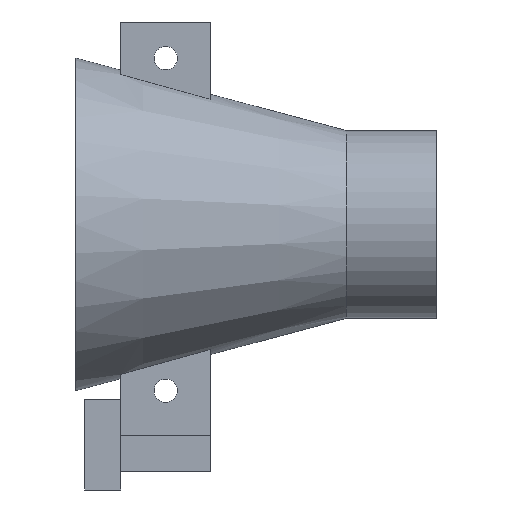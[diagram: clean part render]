
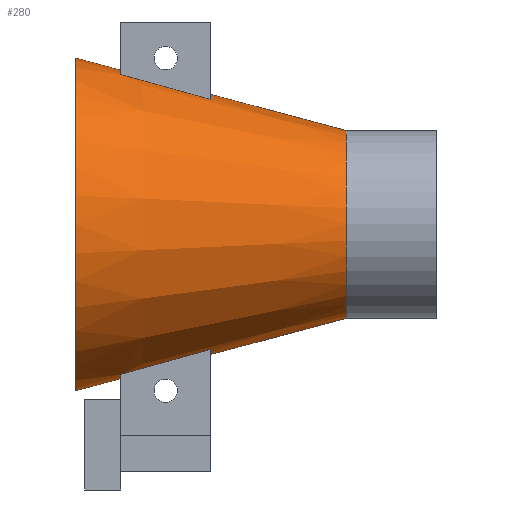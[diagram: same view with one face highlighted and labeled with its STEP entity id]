
A CAD part, left-side view. The second image highlights one B-rep face of the part: STEP entity #280.
In plain terms, the highlighted conical face has half-angle 15 degrees and reference radius 13.208 mm.
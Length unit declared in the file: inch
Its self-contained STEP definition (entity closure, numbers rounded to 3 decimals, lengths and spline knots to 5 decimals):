
#10 = LINE ( 'NONE', #699, #1412 ) ;
#52 = DIRECTION ( 'NONE',  ( 0., 0., -1. ) ) ;
#78 = ORIENTED_EDGE ( 'NONE', *, *, #952, .T. ) ;
#143 = CARTESIAN_POINT ( 'NONE',  ( -0.2, 0.75, 0.83121 ) ) ;
#159 = CARTESIAN_POINT ( 'NONE',  ( -0.2, 0.75, -0.83121 ) ) ;
#169 = AXIS2_PLACEMENT_3D ( 'NONE', #624, #898, #611 ) ;
#214 = VERTEX_POINT ( 'NONE', #950 ) ;
#268 = CARTESIAN_POINT ( 'NONE',  ( 0., -2.44067, 0. ) ) ;
#280 = ADVANCED_FACE ( 'NONE', ( #395 ), #610, .T. ) ;
#284 = CARTESIAN_POINT ( 'NONE',  ( 0., -0.5, 0.52 ) ) ;
#321 = CARTESIAN_POINT ( 'NONE',  ( 0., 0.75, 0. ) ) ;
#333 = VECTOR ( 'NONE', #1390, 39.37008 ) ;
#344 = AXIS2_PLACEMENT_3D ( 'NONE', #577, #1571, #52 ) ;
#370 = EDGE_CURVE ( 'NONE', #1046, #526, #1409, .T. ) ;
#376 = VERTEX_POINT ( 'NONE', #836 ) ;
#395 = FACE_OUTER_BOUND ( 'NONE', #821, .T. ) ;
#405 = EDGE_CURVE ( 'NONE', #954, #214, #10, .T. ) ;
#406 = CARTESIAN_POINT ( 'NONE',  ( -0.2, 0.25, -0.69267 ) ) ;
#412 = DIRECTION ( 'NONE',  ( 0., -1., 0. ) ) ;
#417 = EDGE_CURVE ( 'NONE', #901, #1204, #932, .T. ) ;
#423 = CARTESIAN_POINT ( 'NONE',  ( -0.2, 0.75, -0.83121 ) ) ;
#427 = ORIENTED_EDGE ( 'NONE', *, *, #710, .T. ) ;
#455 = EDGE_CURVE ( 'NONE', #1046, #901, #994, .T. ) ;
#484 = ORIENTED_EDGE ( 'NONE', *, *, #1258, .T. ) ;
#490 = LINE ( 'NONE', #1772, #772 ) ;
#495 = VERTEX_POINT ( 'NONE', #1006 ) ;
#509 = DIRECTION ( 'NONE',  ( 0., 0.966, 0.259 ) ) ;
#526 = VERTEX_POINT ( 'NONE', #1016 ) ;
#536 = VERTEX_POINT ( 'NONE', #1144 ) ;
#543 = CARTESIAN_POINT ( 'NONE',  ( -0.2, 0.41659, -0.73913 ) ) ;
#562 = DIRECTION ( 'NONE',  ( 0., 1., 0. ) ) ;
#563 = CARTESIAN_POINT ( 'NONE',  ( -0.2, 0.25, 0.69267 ) ) ;
#567 = CARTESIAN_POINT ( 'NONE',  ( 0., -2.44067, 0. ) ) ;
#577 = CARTESIAN_POINT ( 'NONE',  ( 0., 1., 0. ) ) ;
#592 = CARTESIAN_POINT ( 'NONE',  ( 0., -0.5, 0. ) ) ;
#596 = AXIS2_PLACEMENT_3D ( 'NONE', #321, #1092, #804 ) ;
#610 = CONICAL_SURFACE ( 'NONE', #926, 0.52, 0.262 ) ;
#611 = DIRECTION ( 'NONE',  ( 0., 0., 1. ) ) ;
#624 = CARTESIAN_POINT ( 'NONE',  ( 0., 0.25, 0. ) ) ;
#628 = ORIENTED_EDGE ( 'NONE', *, *, #1300, .F. ) ;
#665 = CIRCLE ( 'NONE', #169, 0.72096 ) ;
#687 = CARTESIAN_POINT ( 'NONE',  ( 0., 1., -0.92192 ) ) ;
#693 = B_SPLINE_CURVE_WITH_KNOTS ( 'NONE', 3,
 ( #143, #1547, #844, #1557 ),
 .UNSPECIFIED., .F., .F.,
 ( 4, 4 ),
 ( 0.02775, 0.04093 ),
 .UNSPECIFIED. ) ;
#699 = CARTESIAN_POINT ( 'NONE',  ( 0., -2.44067, 0. ) ) ;
#709 = LINE ( 'NONE', #567, #333 ) ;
#710 = EDGE_CURVE ( 'NONE', #958, #376, #947, .T. ) ;
#724 = EDGE_CURVE ( 'NONE', #376, #536, #490, .T. ) ;
#771 = ORIENTED_EDGE ( 'NONE', *, *, #724, .T. ) ;
#772 = VECTOR ( 'NONE', #509, 39.37008 ) ;
#804 = DIRECTION ( 'NONE',  ( 0., 0., -1. ) ) ;
#805 = DIRECTION ( 'NONE',  ( 0., 0., 1. ) ) ;
#821 = EDGE_LOOP ( 'NONE', ( #484, #1097, #1169, #1687, #1250, #1256, #628, #78, #1647, #1343, #427, #771 ) ) ;
#836 = CARTESIAN_POINT ( 'NONE',  ( 0., 0.75, 0.85494 ) ) ;
#844 = CARTESIAN_POINT ( 'NONE',  ( -0.2, 0.41659, 0.73913 ) ) ;
#846 = AXIS2_PLACEMENT_3D ( 'NONE', #972, #562, #1423 ) ;
#898 = DIRECTION ( 'NONE',  ( 0., -1., 0. ) ) ;
#901 = VERTEX_POINT ( 'NONE', #1399 ) ;
#903 = CIRCLE ( 'NONE', #1415, 0.85494 ) ;
#926 = AXIS2_PLACEMENT_3D ( 'NONE', #1476, #927, #805 ) ;
#927 = DIRECTION ( 'NONE',  ( 0., 1., 0. ) ) ;
#931 = VERTEX_POINT ( 'NONE', #284 ) ;
#932 = B_SPLINE_CURVE_WITH_KNOTS ( 'NONE', 3,
 ( #406, #543, #1684, #423 ),
 .UNSPECIFIED., .F., .F.,
 ( 4, 4 ),
 ( 0.02785, 0.04103 ),
 .UNSPECIFIED. ) ;
#947 = CIRCLE ( 'NONE', #596, 0.85494 ) ;
#950 = CARTESIAN_POINT ( 'NONE',  ( 0., 0.75, -0.85494 ) ) ;
#952 = EDGE_CURVE ( 'NONE', #931, #495, #709, .T. ) ;
#954 = VERTEX_POINT ( 'NONE', #687 ) ;
#958 = VERTEX_POINT ( 'NONE', #1110 ) ;
#972 = CARTESIAN_POINT ( 'NONE',  ( 0., 0.25, 0. ) ) ;
#990 = CIRCLE ( 'NONE', #344, 0.92192 ) ;
#994 = CIRCLE ( 'NONE', #846, 0.72096 ) ;
#996 = CARTESIAN_POINT ( 'NONE',  ( 0., 0.75, 0. ) ) ;
#999 = DIRECTION ( 'NONE',  ( 0., -1., 0. ) ) ;
#1006 = CARTESIAN_POINT ( 'NONE',  ( 0., 0.25, 0.72096 ) ) ;
#1016 = CARTESIAN_POINT ( 'NONE',  ( 0., -0.5, -0.52 ) ) ;
#1046 = VERTEX_POINT ( 'NONE', #1784 ) ;
#1064 = VERTEX_POINT ( 'NONE', #563 ) ;
#1092 = DIRECTION ( 'NONE',  ( 0., 1., 0. ) ) ;
#1097 = ORIENTED_EDGE ( 'NONE', *, *, #405, .T. ) ;
#1110 = CARTESIAN_POINT ( 'NONE',  ( -0.2, 0.75, 0.83121 ) ) ;
#1115 = VECTOR ( 'NONE', #1665, 39.37008 ) ;
#1144 = CARTESIAN_POINT ( 'NONE',  ( 0., 1., 0.92192 ) ) ;
#1154 = DIRECTION ( 'NONE',  ( 0., 0., -1. ) ) ;
#1169 = ORIENTED_EDGE ( 'NONE', *, *, #1758, .F. ) ;
#1182 = EDGE_CURVE ( 'NONE', #958, #1064, #693, .T. ) ;
#1204 = VERTEX_POINT ( 'NONE', #159 ) ;
#1250 = ORIENTED_EDGE ( 'NONE', *, *, #455, .F. ) ;
#1256 = ORIENTED_EDGE ( 'NONE', *, *, #370, .T. ) ;
#1258 = EDGE_CURVE ( 'NONE', #536, #954, #990, .T. ) ;
#1300 = EDGE_CURVE ( 'NONE', #931, #526, #1728, .T. ) ;
#1343 = ORIENTED_EDGE ( 'NONE', *, *, #1182, .F. ) ;
#1383 = EDGE_CURVE ( 'NONE', #495, #1064, #665, .T. ) ;
#1390 = DIRECTION ( 'NONE',  ( 0., 0.966, 0.259 ) ) ;
#1399 = CARTESIAN_POINT ( 'NONE',  ( -0.2, 0.25, -0.69267 ) ) ;
#1409 = LINE ( 'NONE', #268, #1115 ) ;
#1412 = VECTOR ( 'NONE', #1545, 39.37008 ) ;
#1415 = AXIS2_PLACEMENT_3D ( 'NONE', #996, #412, #1560 ) ;
#1423 = DIRECTION ( 'NONE',  ( 0., 0., -1. ) ) ;
#1432 = AXIS2_PLACEMENT_3D ( 'NONE', #592, #999, #1154 ) ;
#1476 = CARTESIAN_POINT ( 'NONE',  ( 0., -0.5, 0. ) ) ;
#1545 = DIRECTION ( 'NONE',  ( 0., -0.966, 0.259 ) ) ;
#1547 = CARTESIAN_POINT ( 'NONE',  ( -0.2, 0.58327, 0.78526 ) ) ;
#1557 = CARTESIAN_POINT ( 'NONE',  ( -0.2, 0.25, 0.69267 ) ) ;
#1560 = DIRECTION ( 'NONE',  ( 0., 0., 1. ) ) ;
#1571 = DIRECTION ( 'NONE',  ( 0., -1., 0. ) ) ;
#1647 = ORIENTED_EDGE ( 'NONE', *, *, #1383, .T. ) ;
#1665 = DIRECTION ( 'NONE',  ( 0., -0.966, 0.259 ) ) ;
#1684 = CARTESIAN_POINT ( 'NONE',  ( -0.2, 0.58327, -0.78526 ) ) ;
#1687 = ORIENTED_EDGE ( 'NONE', *, *, #417, .F. ) ;
#1728 = CIRCLE ( 'NONE', #1432, 0.52 ) ;
#1758 = EDGE_CURVE ( 'NONE', #1204, #214, #903, .T. ) ;
#1772 = CARTESIAN_POINT ( 'NONE',  ( 0., -2.44067, 0. ) ) ;
#1784 = CARTESIAN_POINT ( 'NONE',  ( 0., 0.25, -0.72096 ) ) ;
